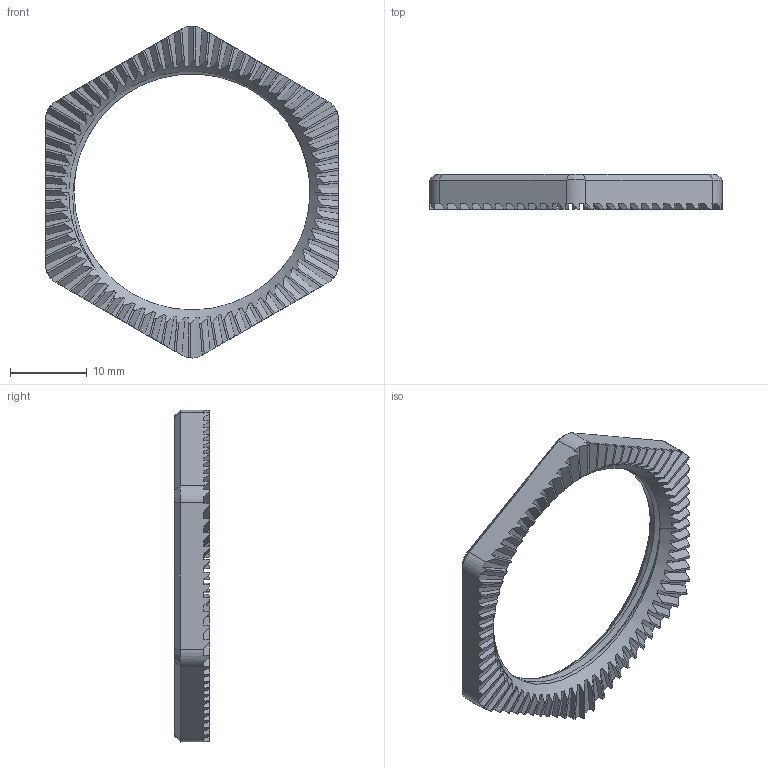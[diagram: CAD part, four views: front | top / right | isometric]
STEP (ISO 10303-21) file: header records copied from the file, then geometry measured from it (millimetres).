
FILE_DESCRIPTION((''),'2;1');
FILE_NAME('C02-1001_NCF','2019-04-25T08:00:20',('jwisneski'),(''),'CREO PARAMETRIC BY PTC INC, 2017110','CREO PARAMETRIC BY PTC INC, 2017110','');
FILE_SCHEMA(('CONFIG_CONTROL_DESIGN'));
Length unit declared in the file: inch
Products named in the file (1): C02-1001_NCF
Bounding box: 38.1 x 4.57 x 43.21 mm (x, y, z)
Volume: 1885.2 mm3; surface area: 2101.3 mm2
Topology: 1 solids, 1 shells, 325 faces, 958 edges, 634 vertices
Faces by surface type: plane 301, cone 10, cylinder 8, bspline 6
Entity records: 11857 total; most frequent: CARTESIAN_POINT 3327, ORIENTED_EDGE 1916, DIRECTION 1607, EDGE_CURVE 958, VERTEX_POINT 634, VECTOR 607, LINE 607, AXIS2_PLACEMENT_3D 500
